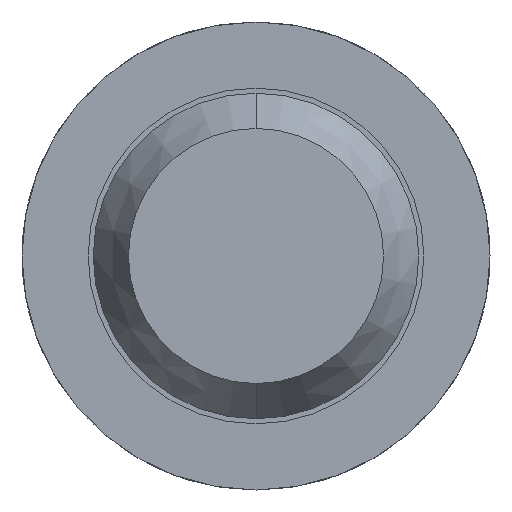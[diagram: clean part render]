
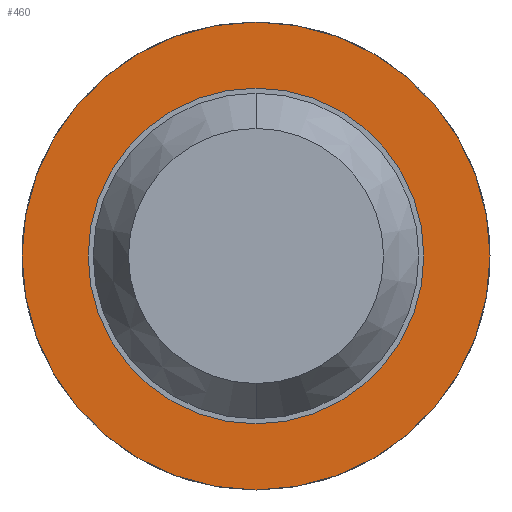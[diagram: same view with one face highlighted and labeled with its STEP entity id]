
A CAD part, front view. The second image highlights one B-rep face of the part: STEP entity #460.
In plain terms, the highlighted planar face has unit normal (0, -1, 0).
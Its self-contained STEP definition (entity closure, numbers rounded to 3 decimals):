
#213 = EDGE_CURVE ( 'Defeature ausgef�hrt2_8+Defeature ausgef�hrt2_7+Defeature ausgef�hrt2_7+Defeature ausgef�hrt2_7', #3779, #4471, #2055, .T. ) ;
#240 = EDGE_CURVE ( 'Defeature ausgef�hrt2_4+Defeature ausgef�hrt2_8+Defeature ausgef�hrt2_8+Defeature ausgef�hrt2_8', #3695, #1323, #1690, .T. ) ;
#245 = CARTESIAN_POINT ( 'NONE',  ( 0., -1.7, 1.15 ) ) ;
#358 = AXIS2_PLACEMENT_3D ( 'NONE', #1465, #4446, #2557 ) ;
#366 = CARTESIAN_POINT ( 'NONE',  ( 0.825, -1.7, 0. ) ) ;
#460 = ADVANCED_FACE ( 'Defeature ausgef�hrt2_8', ( #1149, #4785 ), #2648, .F. ) ;
#567 = EDGE_LOOP ( 'NONE', ( #4059, #4647 ) ) ;
#692 = DIRECTION ( 'NONE',  ( 0., 0., 1. ) ) ;
#754 = CARTESIAN_POINT ( 'NONE',  ( 0., -1.7, -0.825 ) ) ;
#783 = ORIENTED_EDGE ( 'NONE', *, *, #3133, .F. ) ;
#1000 = CARTESIAN_POINT ( 'NONE',  ( 0., -1.7, 0. ) ) ;
#1149 = FACE_OUTER_BOUND ( 'NONE', #4416, .T. ) ;
#1323 = VERTEX_POINT ( 'NONE', #245 ) ;
#1465 = CARTESIAN_POINT ( 'NONE',  ( 0., -1.7, 0. ) ) ;
#1489 = CARTESIAN_POINT ( 'NONE',  ( 0., -1.7, 0. ) ) ;
#1690 = CIRCLE ( 'NONE', #4783, 1.15 ) ;
#1749 = CARTESIAN_POINT ( 'NONE',  ( 0., -1.7, -1.15 ) ) ;
#1757 = AXIS2_PLACEMENT_3D ( 'NONE', #1000, #2202, #3281 ) ;
#1808 = CARTESIAN_POINT ( 'NONE',  ( 0., -1.7, 0.825 ) ) ;
#2055 = CIRCLE ( 'NONE', #4461, 0.825 ) ;
#2202 = DIRECTION ( 'NONE',  ( 0., 1., 0. ) ) ;
#2557 = DIRECTION ( 'NONE',  ( 0., 0., 1. ) ) ;
#2558 = DIRECTION ( 'NONE',  ( 0., 0., 1. ) ) ;
#2648 = PLANE ( 'NONE',  #4021 ) ;
#3003 = DIRECTION ( 'NONE',  ( 0., 1., 0. ) ) ;
#3133 = EDGE_CURVE ( 'Defeature ausgef�hrt2_4+Defeature ausgef�hrt2_8+Defeature ausgef�hrt2_8+Defeature ausgef�hrt2_8', #1323, #3695, #4013, .T. ) ;
#3138 = DIRECTION ( 'NONE',  ( 0., 0., 1. ) ) ;
#3281 = DIRECTION ( 'NONE',  ( 0., 0., 1. ) ) ;
#3326 = ORIENTED_EDGE ( 'NONE', *, *, #240, .F. ) ;
#3695 = VERTEX_POINT ( 'NONE', #1749 ) ;
#3779 = VERTEX_POINT ( 'NONE', #1808 ) ;
#4013 = CIRCLE ( 'NONE', #1757, 1.15 ) ;
#4021 = AXIS2_PLACEMENT_3D ( 'NONE', #366, #4643, #3138 ) ;
#4059 = ORIENTED_EDGE ( 'NONE', *, *, #213, .T. ) ;
#4126 = CIRCLE ( 'NONE', #358, 0.825 ) ;
#4345 = DIRECTION ( 'NONE',  ( 0., 1., 0. ) ) ;
#4416 = EDGE_LOOP ( 'NONE', ( #783, #3326 ) ) ;
#4446 = DIRECTION ( 'NONE',  ( 0., 1., 0. ) ) ;
#4461 = AXIS2_PLACEMENT_3D ( 'NONE', #4710, #4345, #2558 ) ;
#4471 = VERTEX_POINT ( 'NONE', #754 ) ;
#4622 = EDGE_CURVE ( 'Defeature ausgef�hrt2_8+Defeature ausgef�hrt2_7+Defeature ausgef�hrt2_7+Defeature ausgef�hrt2_7', #4471, #3779, #4126, .T. ) ;
#4643 = DIRECTION ( 'NONE',  ( 0., 1., 0. ) ) ;
#4647 = ORIENTED_EDGE ( 'NONE', *, *, #4622, .T. ) ;
#4710 = CARTESIAN_POINT ( 'NONE',  ( 0., -1.7, 0. ) ) ;
#4783 = AXIS2_PLACEMENT_3D ( 'NONE', #1489, #3003, #692 ) ;
#4785 = FACE_BOUND ( 'NONE', #567, .T. ) ;
